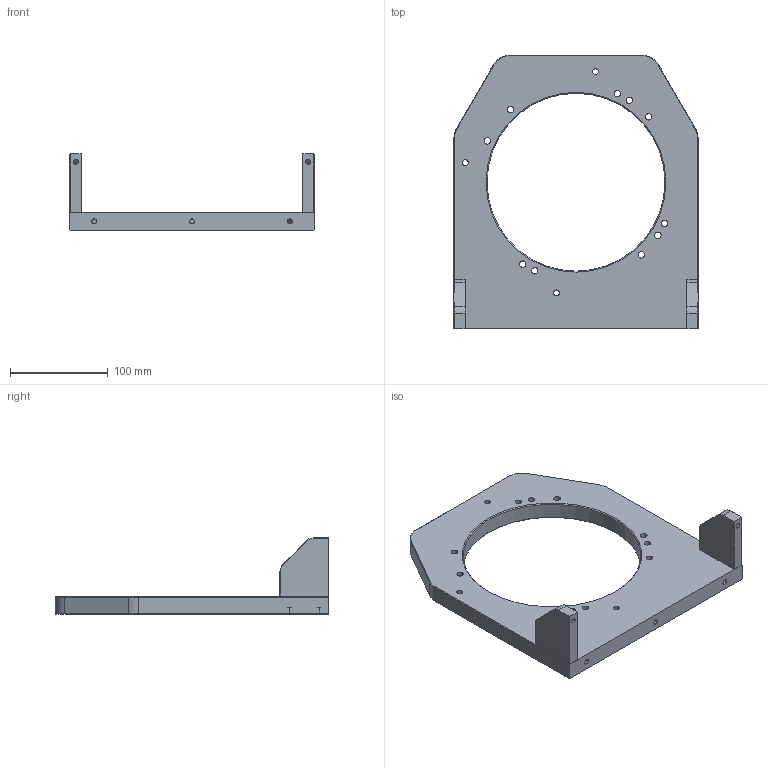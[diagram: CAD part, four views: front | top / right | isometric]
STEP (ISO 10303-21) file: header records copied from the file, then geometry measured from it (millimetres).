
FILE_DESCRIPTION (( 'STEP AP203' ), '1' );
FILE_NAME ('DP29713-B_CMHOCR120.step', '2021-11-19T13:39:31', ( '' ), ( '' ), 'SwSTEP 2.0', 'SolidWorks 2021', '' );
FILE_SCHEMA (( 'CONFIG_CONTROL_DESIGN' ));
Length unit declared in the file: millimetre
Products named in the file (1): DP29713-B_CMHOCR120
Bounding box: 250 x 280 x 78 mm (x, y, z)
Surface area: 128675.2 mm2 (no closed solid volume)
Topology: 0 solids, 7 shells, 192 faces, 486 edges, 308 vertices
Faces by surface type: plane 86, cylinder 78, cone 20, torus 8
Entity records: 5881 total; most frequent: DIRECTION 1076, CARTESIAN_POINT 987, ORIENTED_EDGE 902, EDGE_CURVE 486, AXIS2_PLACEMENT_3D 397, VERTEX_POINT 308, LINE 282, VECTOR 282
